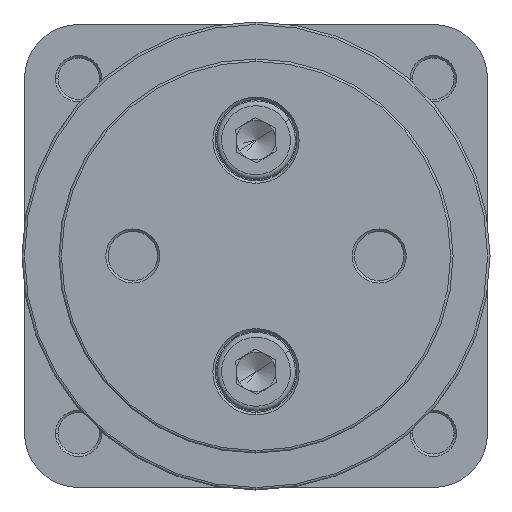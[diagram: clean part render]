
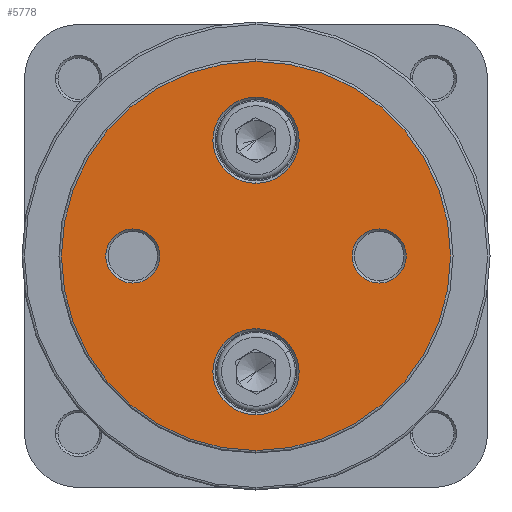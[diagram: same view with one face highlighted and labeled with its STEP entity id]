
A CAD part, left-side view. The second image highlights one B-rep face of the part: STEP entity #5778.
In plain terms, the highlighted planar face has unit normal (-1, 0, 0).
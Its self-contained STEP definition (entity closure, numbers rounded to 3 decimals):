
#644 = AXIS2_PLACEMENT_3D ( 'NONE', #2100, #2109, #2110 ) ;
#804 = AXIS2_PLACEMENT_3D ( 'NONE', #4124, #4125, #4126 ) ;
#809 = AXIS2_PLACEMENT_3D ( 'NONE', #4155, #4156, #4157 ) ;
#819 = AXIS2_PLACEMENT_3D ( 'NONE', #4194, #4195, #4196 ) ;
#826 = AXIS2_PLACEMENT_3D ( 'NONE', #4235, #4236, #4237 ) ;
#829 = AXIS2_PLACEMENT_3D ( 'NONE', #4241, #4242, #4243 ) ;
#832 = AXIS2_PLACEMENT_3D ( 'NONE', #4222, #4249, #4250 ) ;
#835 = AXIS2_PLACEMENT_3D ( 'NONE', #4259, #4261, #4262 ) ;
#870 = AXIS2_PLACEMENT_3D ( 'NONE', #4403, #4410, #4411 ) ;
#872 = AXIS2_PLACEMENT_3D ( 'NONE', #4425, #4427, #4428 ) ;
#888 = AXIS2_PLACEMENT_3D ( 'NONE', #4498, #4503, #4504 ) ;
#2100 = CARTESIAN_POINT ( 'NONE',  ( 0., 0., 0. ) ) ;
#2106 = PLANE ( 'NONE',  #644 ) ;
#2109 = DIRECTION ( 'NONE',  ( 1., 0., 0. ) ) ;
#2110 = DIRECTION ( 'NONE',  ( 0., 0., -1. ) ) ;
#2786 = FACE_OUTER_BOUND ( 'NONE', #7521, .T. ) ;
#2793 = FACE_BOUND ( 'NONE', #7594, .T. ) ;
#2799 = FACE_BOUND ( 'NONE', #7563, .T. ) ;
#2801 = FACE_BOUND ( 'NONE', #7599, .T. ) ;
#2803 = FACE_BOUND ( 'NONE', #7520, .T. ) ;
#3167 = CIRCLE ( 'NONE', #804, 8.75 ) ;
#3184 = CIRCLE ( 'NONE', #809, 5.5 ) ;
#3695 = CARTESIAN_POINT ( 'NONE',  ( 0., 0., 39.5 ) ) ;
#3701 = CARTESIAN_POINT ( 'NONE',  ( 0., 0., 32.25 ) ) ;
#3844 = CARTESIAN_POINT ( 'NONE',  ( 0., 25., 5.5 ) ) ;
#3849 = CARTESIAN_POINT ( 'NONE',  ( 0., 25., -5.5 ) ) ;
#3895 = CARTESIAN_POINT ( 'NONE',  ( 0., 0., -39.5 ) ) ;
#3905 = CARTESIAN_POINT ( 'NONE',  ( 0., 0., -32.25 ) ) ;
#3915 = CARTESIAN_POINT ( 'NONE',  ( 0., -25., -5.5 ) ) ;
#3972 = CARTESIAN_POINT ( 'NONE',  ( 0., -25., 5.5 ) ) ;
#4011 = CARTESIAN_POINT ( 'NONE',  ( 0., 0., -14.75 ) ) ;
#4090 = CARTESIAN_POINT ( 'NONE',  ( 0., 0., 14.75 ) ) ;
#4124 = CARTESIAN_POINT ( 'NONE',  ( 0., 0., -23.5 ) ) ;
#4125 = DIRECTION ( 'NONE',  ( 1., 0., 0. ) ) ;
#4126 = DIRECTION ( 'NONE',  ( 0., 0., -1. ) ) ;
#4155 = CARTESIAN_POINT ( 'NONE',  ( 0., -25., 0. ) ) ;
#4156 = DIRECTION ( 'NONE',  ( 1., 0., 0. ) ) ;
#4157 = DIRECTION ( 'NONE',  ( 0., 0., -1. ) ) ;
#4194 = CARTESIAN_POINT ( 'NONE',  ( 0., 0., 0. ) ) ;
#4195 = DIRECTION ( 'NONE',  ( -1., 0., 0. ) ) ;
#4196 = DIRECTION ( 'NONE',  ( 0., 0., -1. ) ) ;
#4222 = CARTESIAN_POINT ( 'NONE',  ( 0., 0., 0. ) ) ;
#4235 = CARTESIAN_POINT ( 'NONE',  ( 0., 25., 0. ) ) ;
#4236 = DIRECTION ( 'NONE',  ( 1., 0., 0. ) ) ;
#4237 = DIRECTION ( 'NONE',  ( 0., 0., -1. ) ) ;
#4241 = CARTESIAN_POINT ( 'NONE',  ( 0., 0., 23.5 ) ) ;
#4242 = DIRECTION ( 'NONE',  ( 1., 0., 0. ) ) ;
#4243 = DIRECTION ( 'NONE',  ( 0., 0., -1. ) ) ;
#4249 = DIRECTION ( 'NONE',  ( -1., 0., 0. ) ) ;
#4250 = DIRECTION ( 'NONE',  ( 0., 0., -1. ) ) ;
#4259 = CARTESIAN_POINT ( 'NONE',  ( 0., 0., -23.5 ) ) ;
#4261 = DIRECTION ( 'NONE',  ( 1., 0., 0. ) ) ;
#4262 = DIRECTION ( 'NONE',  ( 0., 0., -1. ) ) ;
#4403 = CARTESIAN_POINT ( 'NONE',  ( 0., 25., 0. ) ) ;
#4410 = DIRECTION ( 'NONE',  ( 1., 0., 0. ) ) ;
#4411 = DIRECTION ( 'NONE',  ( 0., 0., -1. ) ) ;
#4425 = CARTESIAN_POINT ( 'NONE',  ( 0., -25., 0. ) ) ;
#4427 = DIRECTION ( 'NONE',  ( 1., 0., 0. ) ) ;
#4428 = DIRECTION ( 'NONE',  ( 0., 0., -1. ) ) ;
#4498 = CARTESIAN_POINT ( 'NONE',  ( 0., 0., 23.5 ) ) ;
#4503 = DIRECTION ( 'NONE',  ( 1., 0., 0. ) ) ;
#4504 = DIRECTION ( 'NONE',  ( 0., 0., -1. ) ) ;
#4640 = CIRCLE ( 'NONE', #819, 39.5 ) ;
#4660 = CIRCLE ( 'NONE', #826, 5.5 ) ;
#4662 = CIRCLE ( 'NONE', #829, 8.75 ) ;
#4665 = CIRCLE ( 'NONE', #832, 39.5 ) ;
#4670 = CIRCLE ( 'NONE', #835, 8.75 ) ;
#4753 = CIRCLE ( 'NONE', #870, 5.5 ) ;
#4762 = CIRCLE ( 'NONE', #872, 5.5 ) ;
#4811 = CIRCLE ( 'NONE', #888, 8.75 ) ;
#5778 = ADVANCED_FACE ( 'NONE', ( #2786, #2799, #2801, #2803, #2793 ), #2106, .F. ) ;
#6066 = VERTEX_POINT ( 'NONE', #3695 ) ;
#6071 = VERTEX_POINT ( 'NONE', #3701 ) ;
#6202 = VERTEX_POINT ( 'NONE', #3844 ) ;
#6207 = VERTEX_POINT ( 'NONE', #3849 ) ;
#6247 = VERTEX_POINT ( 'NONE', #3895 ) ;
#6266 = VERTEX_POINT ( 'NONE', #3905 ) ;
#6276 = VERTEX_POINT ( 'NONE', #3915 ) ;
#6330 = VERTEX_POINT ( 'NONE', #3972 ) ;
#6366 = VERTEX_POINT ( 'NONE', #4011 ) ;
#6452 = VERTEX_POINT ( 'NONE', #4090 ) ;
#6510 = EDGE_CURVE ( 'NONE', #6366, #6266, #3167, .T. ) ;
#6522 = EDGE_CURVE ( 'NONE', #6276, #6330, #3184, .T. ) ;
#6537 = EDGE_CURVE ( 'NONE', #6066, #6247, #4640, .T. ) ;
#6553 = EDGE_CURVE ( 'NONE', #6207, #6202, #4660, .T. ) ;
#6555 = EDGE_CURVE ( 'NONE', #6452, #6071, #4662, .T. ) ;
#6557 = EDGE_CURVE ( 'NONE', #6247, #6066, #4665, .T. ) ;
#6561 = EDGE_CURVE ( 'NONE', #6266, #6366, #4670, .T. ) ;
#6619 = EDGE_CURVE ( 'NONE', #6202, #6207, #4753, .T. ) ;
#6626 = EDGE_CURVE ( 'NONE', #6330, #6276, #4762, .T. ) ;
#6657 = EDGE_CURVE ( 'NONE', #6071, #6452, #4811, .T. ) ;
#7520 = EDGE_LOOP ( 'NONE', ( #8339, #8351 ) ) ;
#7521 = EDGE_LOOP ( 'NONE', ( #8354, #8342 ) ) ;
#7563 = EDGE_LOOP ( 'NONE', ( #8330, #8334 ) ) ;
#7594 = EDGE_LOOP ( 'NONE', ( #8340, #8333 ) ) ;
#7599 = EDGE_LOOP ( 'NONE', ( #8341, #8362 ) ) ;
#8330 = ORIENTED_EDGE ( 'NONE', *, *, #6510, .T. ) ;
#8333 = ORIENTED_EDGE ( 'NONE', *, *, #6553, .T. ) ;
#8334 = ORIENTED_EDGE ( 'NONE', *, *, #6561, .T. ) ;
#8339 = ORIENTED_EDGE ( 'NONE', *, *, #6626, .T. ) ;
#8340 = ORIENTED_EDGE ( 'NONE', *, *, #6619, .T. ) ;
#8341 = ORIENTED_EDGE ( 'NONE', *, *, #6657, .T. ) ;
#8342 = ORIENTED_EDGE ( 'NONE', *, *, #6537, .T. ) ;
#8351 = ORIENTED_EDGE ( 'NONE', *, *, #6522, .T. ) ;
#8354 = ORIENTED_EDGE ( 'NONE', *, *, #6557, .T. ) ;
#8362 = ORIENTED_EDGE ( 'NONE', *, *, #6555, .T. ) ;
